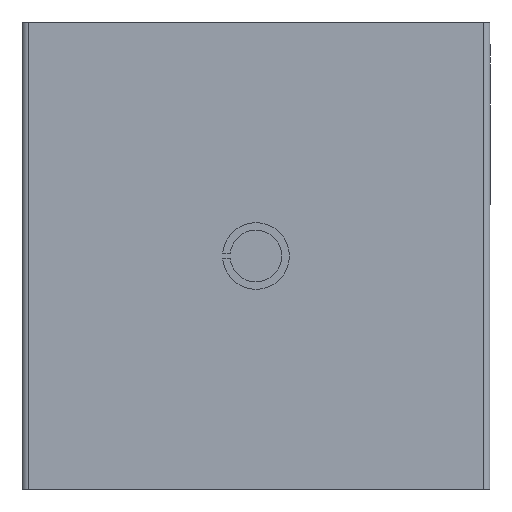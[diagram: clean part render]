
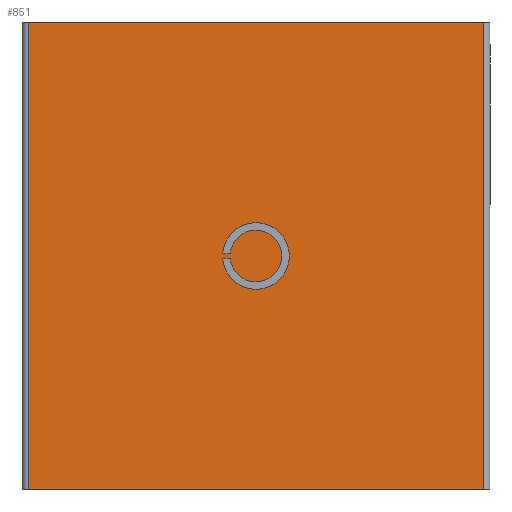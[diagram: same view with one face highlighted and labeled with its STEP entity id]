
A CAD part, front view. The second image highlights one B-rep face of the part: STEP entity #851.
In plain terms, the highlighted planar face has unit normal (0, -1, 0).
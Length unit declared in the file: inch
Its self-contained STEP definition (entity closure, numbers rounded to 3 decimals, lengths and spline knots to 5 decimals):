
#3 = DIRECTION ( 'NONE',  ( 1., 0., 0. ) ) ;
#14 = VERTEX_POINT ( 'NONE', #44 ) ;
#18 = EDGE_CURVE ( 'NONE', #1007, #226, #183, .T. ) ;
#22 = LINE ( 'NONE', #683, #688 ) ;
#44 = CARTESIAN_POINT ( 'NONE',  ( -0.56027, 0., -0.05 ) ) ;
#49 = EDGE_CURVE ( 'NONE', #821, #188, #623, .T. ) ;
#65 = CARTESIAN_POINT ( 'NONE',  ( 0., 0., 0. ) ) ;
#77 = DIRECTION ( 'NONE',  ( 0., 0., 1. ) ) ;
#78 = AXIS2_PLACEMENT_3D ( 'NONE', #825, #840, #77 ) ;
#80 = VERTEX_POINT ( 'NONE', #871 ) ;
#82 = EDGE_CURVE ( 'NONE', #924, #357, #965, .T. ) ;
#86 = CARTESIAN_POINT ( 'NONE',  ( -0.43463, 0., -0.05 ) ) ;
#92 = CIRCLE ( 'NONE', #78, 0.5625 ) ;
#125 = CARTESIAN_POINT ( 'NONE',  ( 0., 0., -0.5625 ) ) ;
#135 = DIRECTION ( 'NONE',  ( 0., 0., 1. ) ) ;
#138 = DIRECTION ( 'NONE',  ( 0., 0., -1. ) ) ;
#144 = DIRECTION ( 'NONE',  ( 0., 0., -1. ) ) ;
#157 = ORIENTED_EDGE ( 'NONE', *, *, #776, .T. ) ;
#174 = DIRECTION ( 'NONE',  ( 0., 1., 0. ) ) ;
#180 = CARTESIAN_POINT ( 'NONE',  ( 3.842, 0., -3.95 ) ) ;
#183 = CIRCLE ( 'NONE', #326, 0.4375 ) ;
#188 = VERTEX_POINT ( 'NONE', #414 ) ;
#217 = CARTESIAN_POINT ( 'NONE',  ( -3.842, 0., 3.95 ) ) ;
#226 = VERTEX_POINT ( 'NONE', #369 ) ;
#239 = VECTOR ( 'NONE', #3, 39.37008 ) ;
#261 = ORIENTED_EDGE ( 'NONE', *, *, #902, .T. ) ;
#265 = EDGE_LOOP ( 'NONE', ( #616, #157, #803, #356, #546, #532, #261, #417 ) ) ;
#278 = DIRECTION ( 'NONE',  ( 0., 1., 0. ) ) ;
#280 = EDGE_CURVE ( 'NONE', #325, #14, #463, .T. ) ;
#281 = ORIENTED_EDGE ( 'NONE', *, *, #49, .T. ) ;
#302 = CARTESIAN_POINT ( 'NONE',  ( -3.842, 0., -3.95 ) ) ;
#317 = CARTESIAN_POINT ( 'NONE',  ( -0.56027, 0., 0.05 ) ) ;
#325 = VERTEX_POINT ( 'NONE', #125 ) ;
#326 = AXIS2_PLACEMENT_3D ( 'NONE', #712, #459, #641 ) ;
#337 = ORIENTED_EDGE ( 'NONE', *, *, #784, .F. ) ;
#356 = ORIENTED_EDGE ( 'NONE', *, *, #943, .T. ) ;
#357 = VERTEX_POINT ( 'NONE', #180 ) ;
#369 = CARTESIAN_POINT ( 'NONE',  ( 0., 0., -0.4375 ) ) ;
#383 = CARTESIAN_POINT ( 'NONE',  ( -3.95, 0., -0.05 ) ) ;
#386 = DIRECTION ( 'NONE',  ( 0., -1., 0. ) ) ;
#391 = DIRECTION ( 'NONE',  ( 1., 0., 0. ) ) ;
#409 = CARTESIAN_POINT ( 'NONE',  ( 3.95, 0., 3.95 ) ) ;
#411 = EDGE_CURVE ( 'NONE', #967, #859, #565, .T. ) ;
#414 = CARTESIAN_POINT ( 'NONE',  ( -3.842, 0., -3.95 ) ) ;
#417 = ORIENTED_EDGE ( 'NONE', *, *, #411, .T. ) ;
#447 = CIRCLE ( 'NONE', #1001, 0.5625 ) ;
#459 = DIRECTION ( 'NONE',  ( 0., -1., 0. ) ) ;
#463 = CIRCLE ( 'NONE', #826, 0.5625 ) ;
#464 = AXIS2_PLACEMENT_3D ( 'NONE', #65, #650, #135 ) ;
#472 = LINE ( 'NONE', #383, #483 ) ;
#483 = VECTOR ( 'NONE', #391, 39.37008 ) ;
#532 = ORIENTED_EDGE ( 'NONE', *, *, #961, .T. ) ;
#545 = DIRECTION ( 'NONE',  ( 0., 0., 1. ) ) ;
#546 = ORIENTED_EDGE ( 'NONE', *, *, #18, .T. ) ;
#547 = FACE_BOUND ( 'NONE', #265, .T. ) ;
#548 = VECTOR ( 'NONE', #138, 39.37008 ) ;
#551 = CIRCLE ( 'NONE', #585, 0.4375 ) ;
#564 = CARTESIAN_POINT ( 'NONE',  ( 3.842, 0., 3.95 ) ) ;
#565 = LINE ( 'NONE', #973, #721 ) ;
#585 = AXIS2_PLACEMENT_3D ( 'NONE', #718, #1051, #966 ) ;
#597 = EDGE_CURVE ( 'NONE', #859, #931, #92, .T. ) ;
#616 = ORIENTED_EDGE ( 'NONE', *, *, #597, .T. ) ;
#619 = DIRECTION ( 'NONE',  ( -1., 0., 0. ) ) ;
#623 = LINE ( 'NONE', #302, #548 ) ;
#625 = CARTESIAN_POINT ( 'NONE',  ( 0., 0., 0. ) ) ;
#631 = FACE_OUTER_BOUND ( 'NONE', #997, .T. ) ;
#641 = DIRECTION ( 'NONE',  ( 0., 0., 1. ) ) ;
#644 = DIRECTION ( 'NONE',  ( -1., 0., 0. ) ) ;
#650 = DIRECTION ( 'NONE',  ( 0., -1., 0. ) ) ;
#683 = CARTESIAN_POINT ( 'NONE',  ( -3.95, 0., -3.95 ) ) ;
#688 = VECTOR ( 'NONE', #619, 39.37008 ) ;
#712 = CARTESIAN_POINT ( 'NONE',  ( 0., 0., 0. ) ) ;
#718 = CARTESIAN_POINT ( 'NONE',  ( 0., 0., 0. ) ) ;
#721 = VECTOR ( 'NONE', #644, 39.37008 ) ;
#751 = LINE ( 'NONE', #409, #239 ) ;
#768 = ORIENTED_EDGE ( 'NONE', *, *, #1068, .F. ) ;
#776 = EDGE_CURVE ( 'NONE', #931, #325, #447, .T. ) ;
#784 = EDGE_CURVE ( 'NONE', #357, #188, #22, .T. ) ;
#803 = ORIENTED_EDGE ( 'NONE', *, *, #280, .T. ) ;
#805 = DIRECTION ( 'NONE',  ( 0., 0., -1. ) ) ;
#821 = VERTEX_POINT ( 'NONE', #217 ) ;
#825 = CARTESIAN_POINT ( 'NONE',  ( 0., 0., 0. ) ) ;
#826 = AXIS2_PLACEMENT_3D ( 'NONE', #625, #174, #545 ) ;
#840 = DIRECTION ( 'NONE',  ( 0., 1., 0. ) ) ;
#851 = ADVANCED_FACE ( 'NONE', ( #631, #547 ), #879, .T. ) ;
#853 = ORIENTED_EDGE ( 'NONE', *, *, #82, .F. ) ;
#859 = VERTEX_POINT ( 'NONE', #317 ) ;
#862 = CARTESIAN_POINT ( 'NONE',  ( 0., 0., 0. ) ) ;
#871 = CARTESIAN_POINT ( 'NONE',  ( 0., 0., 0.4375 ) ) ;
#879 = PLANE ( 'NONE',  #1052 ) ;
#888 = CARTESIAN_POINT ( 'NONE',  ( -0.43463, 0., 0.05 ) ) ;
#902 = EDGE_CURVE ( 'NONE', #80, #967, #929, .T. ) ;
#924 = VERTEX_POINT ( 'NONE', #564 ) ;
#929 = CIRCLE ( 'NONE', #464, 0.4375 ) ;
#931 = VERTEX_POINT ( 'NONE', #960 ) ;
#943 = EDGE_CURVE ( 'NONE', #14, #1007, #472, .T. ) ;
#952 = DIRECTION ( 'NONE',  ( 0., 0., 1. ) ) ;
#960 = CARTESIAN_POINT ( 'NONE',  ( 0., 0., 0.5625 ) ) ;
#961 = EDGE_CURVE ( 'NONE', #226, #80, #551, .T. ) ;
#965 = LINE ( 'NONE', #1041, #979 ) ;
#966 = DIRECTION ( 'NONE',  ( 0., 0., 1. ) ) ;
#967 = VERTEX_POINT ( 'NONE', #888 ) ;
#973 = CARTESIAN_POINT ( 'NONE',  ( -3.95, 0., 0.05 ) ) ;
#979 = VECTOR ( 'NONE', #805, 39.37008 ) ;
#997 = EDGE_LOOP ( 'NONE', ( #337, #853, #768, #281 ) ) ;
#1001 = AXIS2_PLACEMENT_3D ( 'NONE', #862, #278, #952 ) ;
#1007 = VERTEX_POINT ( 'NONE', #86 ) ;
#1041 = CARTESIAN_POINT ( 'NONE',  ( 3.842, 0., -3.95 ) ) ;
#1051 = DIRECTION ( 'NONE',  ( 0., -1., 0. ) ) ;
#1052 = AXIS2_PLACEMENT_3D ( 'NONE', #1057, #386, #144 ) ;
#1057 = CARTESIAN_POINT ( 'NONE',  ( -3.95, 0., -3.95 ) ) ;
#1068 = EDGE_CURVE ( 'NONE', #821, #924, #751, .T. ) ;
